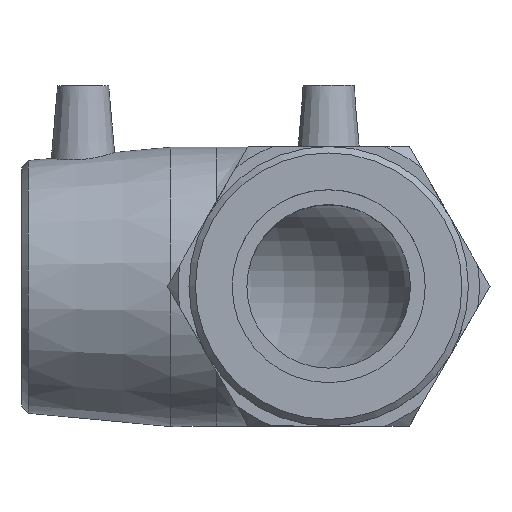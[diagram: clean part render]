
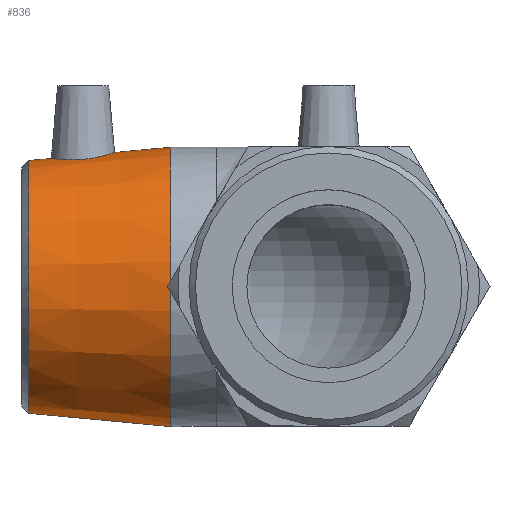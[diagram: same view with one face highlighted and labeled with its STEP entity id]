
A CAD part, top view. The second image highlights one B-rep face of the part: STEP entity #836.
In plain terms, the highlighted conical face has half-angle 5.364 degrees and reference radius 38.95 mm.
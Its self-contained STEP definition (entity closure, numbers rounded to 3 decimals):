
#18=B_SPLINE_CURVE_WITH_KNOTS('',3,(#1450,#1451,#1452,#1453,#1454,#1455,
#1456,#1457,#1458,#1459,#1460,#1461,#1462,#1463,#1464,#1465,#1466,#1467,
#1468,#1469,#1470,#1471,#1472,#1473,#1474,#1475,#1476,#1477,#1478,#1479,
#1480,#1481,#1482,#1483),.UNSPECIFIED.,.T.,.F.,(4,2,2,2,2,2,2,2,2,2,2,2,
2,2,2,2,4),(0.,0.346,0.692,1.04,1.388,
1.736,2.084,2.43,2.776,3.14,
3.504,3.862,4.22,4.578,4.936,
5.3,5.665),.UNSPECIFIED.);
#38=FACE_BOUND('',#239,.T.);
#39=FACE_BOUND('',#240,.T.);
#169=FACE_OUTER_BOUND('',#238,.T.);
#238=EDGE_LOOP('',(#662));
#239=EDGE_LOOP('',(#663));
#240=EDGE_LOOP('',(#664));
#335=CIRCLE('',#925,37.077);
#336=CIRCLE('',#927,41.);
#440=VERTEX_POINT('',#1444);
#441=VERTEX_POINT('',#1447);
#442=VERTEX_POINT('',#1449);
#535=EDGE_CURVE('',#440,#440,#335,.T.);
#536=EDGE_CURVE('',#441,#441,#336,.T.);
#537=EDGE_CURVE('',#442,#442,#18,.T.);
#662=ORIENTED_EDGE('',*,*,#536,.F.);
#663=ORIENTED_EDGE('',*,*,#537,.T.);
#664=ORIENTED_EDGE('',*,*,#535,.F.);
#806=CONICAL_SURFACE('',#926,38.95,5.364);
#836=ADVANCED_FACE('',(#169,#38,#39),#806,.T.);
#925=AXIS2_PLACEMENT_3D('',#1445,#1105,#1106);
#926=AXIS2_PLACEMENT_3D('',#1446,#1107,#1108);
#927=AXIS2_PLACEMENT_3D('',#1448,#1109,#1110);
#1105=DIRECTION('center_axis',(-1.,0.,0.));
#1106=DIRECTION('ref_axis',(0.,-1.,0.));
#1107=DIRECTION('center_axis',(1.,0.,0.));
#1108=DIRECTION('ref_axis',(0.,1.,0.));
#1109=DIRECTION('center_axis',(1.,0.,0.));
#1110=DIRECTION('ref_axis',(0.,0.,-1.));
#1444=CARTESIAN_POINT('',(-88.118,37.077,0.));
#1445=CARTESIAN_POINT('Origin',(-88.118,0.,0.));
#1446=CARTESIAN_POINT('Origin',(-68.167,0.,
0.));
#1447=CARTESIAN_POINT('',(-46.333,41.,0.));
#1448=CARTESIAN_POINT('Origin',(-46.333,0.,
0.));
#1449=CARTESIAN_POINT('',(-72.339,37.399,9.385));
#1450=CARTESIAN_POINT('Ctrl Pts',(-72.339,37.399,9.385));
#1451=CARTESIAN_POINT('Ctrl Pts',(-73.488,37.294,9.359));
#1452=CARTESIAN_POINT('Ctrl Pts',(-74.71,37.242,9.102));
#1453=CARTESIAN_POINT('Ctrl Pts',(-76.951,37.254,8.117));
#1454=CARTESIAN_POINT('Ctrl Pts',(-77.969,37.314,7.389));
#1455=CARTESIAN_POINT('Ctrl Pts',(-79.573,37.452,5.729));
#1456=CARTESIAN_POINT('Ctrl Pts',(-80.268,37.54,4.682));
#1457=CARTESIAN_POINT('Ctrl Pts',(-81.187,37.669,2.398));
#1458=CARTESIAN_POINT('Ctrl Pts',(-81.413,37.706,1.16));
#1459=CARTESIAN_POINT('Ctrl Pts',(-81.413,37.706,-1.16));
#1460=CARTESIAN_POINT('Ctrl Pts',(-81.187,37.669,-2.398));
#1461=CARTESIAN_POINT('Ctrl Pts',(-80.268,37.54,-4.682));
#1462=CARTESIAN_POINT('Ctrl Pts',(-79.573,37.452,-5.729));
#1463=CARTESIAN_POINT('Ctrl Pts',(-77.969,37.314,-7.389));
#1464=CARTESIAN_POINT('Ctrl Pts',(-76.951,37.254,-8.117));
#1465=CARTESIAN_POINT('Ctrl Pts',(-74.71,37.242,-9.102));
#1466=CARTESIAN_POINT('Ctrl Pts',(-73.488,37.294,-9.359));
#1467=CARTESIAN_POINT('Ctrl Pts',(-71.13,37.509,-9.413));
#1468=CARTESIAN_POINT('Ctrl Pts',(-69.848,37.691,-9.189));
#1469=CARTESIAN_POINT('Ctrl Pts',(-67.499,38.137,-8.237));
#1470=CARTESIAN_POINT('Ctrl Pts',(-66.431,38.395,-7.509));
#1471=CARTESIAN_POINT('Ctrl Pts',(-64.76,38.843,-5.835));
#1472=CARTESIAN_POINT('Ctrl Pts',(-64.039,39.063,-4.781));
#1473=CARTESIAN_POINT('Ctrl Pts',(-63.079,39.368,-2.46));
#1474=CARTESIAN_POINT('Ctrl Pts',(-62.84,39.45,-1.193));
#1475=CARTESIAN_POINT('Ctrl Pts',(-62.84,39.45,1.193));
#1476=CARTESIAN_POINT('Ctrl Pts',(-63.079,39.368,2.46));
#1477=CARTESIAN_POINT('Ctrl Pts',(-64.039,39.063,4.781));
#1478=CARTESIAN_POINT('Ctrl Pts',(-64.76,38.843,5.835));
#1479=CARTESIAN_POINT('Ctrl Pts',(-66.431,38.395,7.509));
#1480=CARTESIAN_POINT('Ctrl Pts',(-67.499,38.137,8.237));
#1481=CARTESIAN_POINT('Ctrl Pts',(-69.848,37.691,9.189));
#1482=CARTESIAN_POINT('Ctrl Pts',(-71.13,37.509,9.413));
#1483=CARTESIAN_POINT('Ctrl Pts',(-72.339,37.399,9.385));
